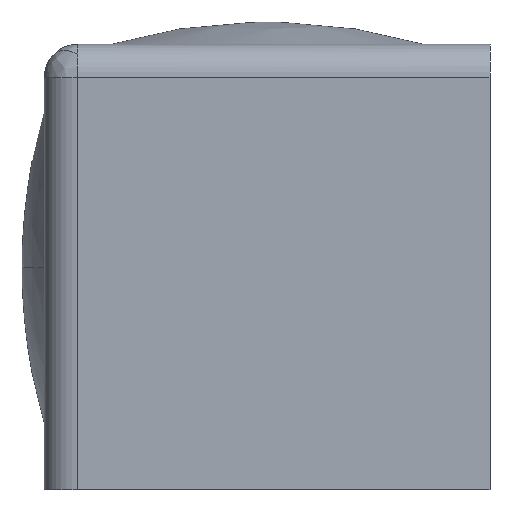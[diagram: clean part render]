
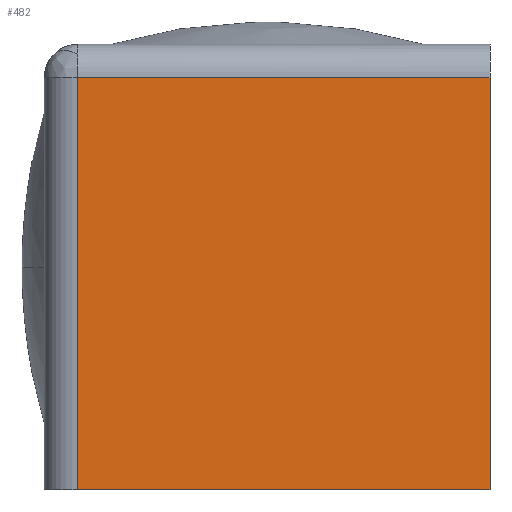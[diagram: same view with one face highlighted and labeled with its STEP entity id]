
A CAD part, front view. The second image highlights one B-rep face of the part: STEP entity #482.
In plain terms, the highlighted planar face has unit normal (0, -1, 0).
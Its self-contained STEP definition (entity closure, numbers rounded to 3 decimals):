
#23 = EDGE_CURVE ( 'NONE', #1560, #126, #227, .T. ) ;
#59 = CARTESIAN_POINT ( 'NONE',  ( 10., -10., 10. ) ) ;
#69 = DIRECTION ( 'NONE',  ( 0., 0., 1. ) ) ;
#126 = VERTEX_POINT ( 'NONE', #401 ) ;
#169 = CARTESIAN_POINT ( 'NONE',  ( -10., -10., -10. ) ) ;
#227 = LINE ( 'NONE', #719, #1126 ) ;
#250 = CARTESIAN_POINT ( 'NONE',  ( -10., -10., 10. ) ) ;
#276 = EDGE_CURVE ( 'NONE', #1303, #1560, #896, .T. ) ;
#372 = LINE ( 'NONE', #59, #1501 ) ;
#387 = PLANE ( 'NONE',  #391 ) ;
#391 = AXIS2_PLACEMENT_3D ( 'NONE', #250, #1412, #1180 ) ;
#401 = CARTESIAN_POINT ( 'NONE',  ( -8.5, -10., 8.5 ) ) ;
#408 = VECTOR ( 'NONE', #1017, 1000. ) ;
#438 = ORIENTED_EDGE ( 'NONE', *, *, #23, .F. ) ;
#462 = EDGE_CURVE ( 'NONE', #126, #1471, #1006, .T. ) ;
#482 = ADVANCED_FACE ( 'NONE', ( #692 ), #387, .F. ) ;
#514 = CARTESIAN_POINT ( 'NONE',  ( 10., -10., 8.5 ) ) ;
#670 = EDGE_CURVE ( 'NONE', #1303, #1471, #372, .T. ) ;
#692 = FACE_OUTER_BOUND ( 'NONE', #1352, .T. ) ;
#719 = CARTESIAN_POINT ( 'NONE',  ( -8.5, -10., 10. ) ) ;
#724 = ORIENTED_EDGE ( 'NONE', *, *, #462, .F. ) ;
#785 = ORIENTED_EDGE ( 'NONE', *, *, #670, .T. ) ;
#844 = CARTESIAN_POINT ( 'NONE',  ( 10., -10., -10. ) ) ;
#896 = LINE ( 'NONE', #169, #1462 ) ;
#972 = DIRECTION ( 'NONE',  ( 0., 0., 1. ) ) ;
#1006 = LINE ( 'NONE', #1389, #408 ) ;
#1017 = DIRECTION ( 'NONE',  ( 1., 0., 0. ) ) ;
#1126 = VECTOR ( 'NONE', #69, 1000. ) ;
#1180 = DIRECTION ( 'NONE',  ( 0., 0., 1. ) ) ;
#1303 = VERTEX_POINT ( 'NONE', #844 ) ;
#1351 = ORIENTED_EDGE ( 'NONE', *, *, #276, .F. ) ;
#1352 = EDGE_LOOP ( 'NONE', ( #724, #438, #1351, #785 ) ) ;
#1389 = CARTESIAN_POINT ( 'NONE',  ( -10., -10., 8.5 ) ) ;
#1412 = DIRECTION ( 'NONE',  ( 0., 1., 0. ) ) ;
#1434 = CARTESIAN_POINT ( 'NONE',  ( -8.5, -10., -10. ) ) ;
#1462 = VECTOR ( 'NONE', #1599, 1000. ) ;
#1471 = VERTEX_POINT ( 'NONE', #514 ) ;
#1501 = VECTOR ( 'NONE', #972, 1000. ) ;
#1560 = VERTEX_POINT ( 'NONE', #1434 ) ;
#1599 = DIRECTION ( 'NONE',  ( -1., 0., 0. ) ) ;
